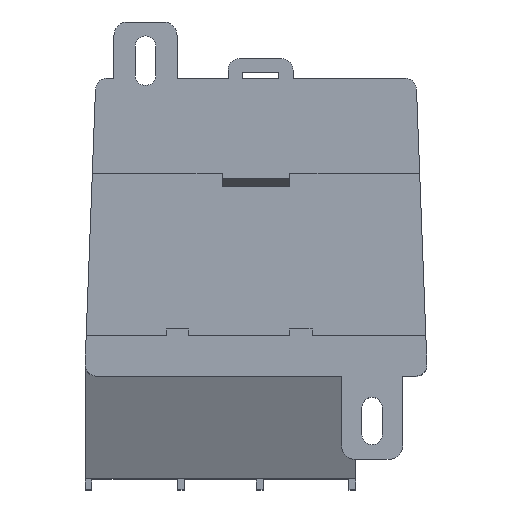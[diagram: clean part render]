
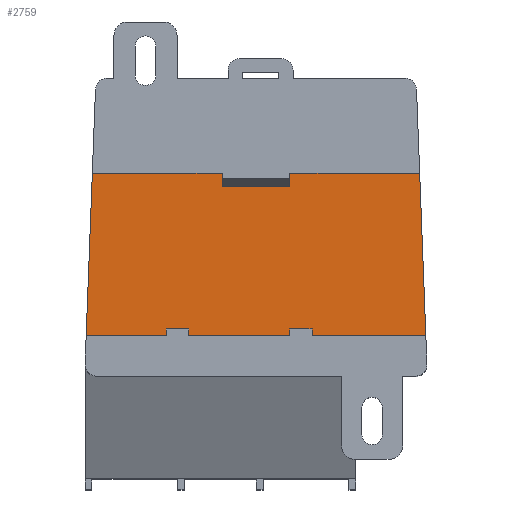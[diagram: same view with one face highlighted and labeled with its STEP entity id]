
A CAD part, top view. The second image highlights one B-rep face of the part: STEP entity #2759.
In plain terms, the highlighted planar face has unit normal (0, 0, 1).
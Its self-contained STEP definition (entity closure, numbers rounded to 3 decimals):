
#18 = AXIS2_PLACEMENT_3D ( 'NONE', #1067, #1495, #4169 ) ;
#191 = CARTESIAN_POINT ( 'NONE',  ( 36.295, 12., -5.5 ) ) ;
#285 = EDGE_CURVE ( 'NONE', #2853, #3281, #2013, .T. ) ;
#358 = EDGE_CURVE ( 'NONE', #2733, #2470, #2346, .T. ) ;
#396 = FACE_OUTER_BOUND ( 'NONE', #2787, .T. ) ;
#524 = ORIENTED_EDGE ( 'NONE', *, *, #285, .F. ) ;
#543 = LINE ( 'NONE', #544, #917 ) ;
#544 = CARTESIAN_POINT ( 'NONE',  ( -35.5, 33., -5.5 ) ) ;
#561 = CARTESIAN_POINT ( 'NONE',  ( 46., -24., -5.5 ) ) ;
#570 = LINE ( 'NONE', #2031, #4469 ) ;
#579 = ORIENTED_EDGE ( 'NONE', *, *, #2985, .T. ) ;
#647 = PLANE ( 'NONE',  #18 ) ;
#718 = CARTESIAN_POINT ( 'NONE',  ( 46., 12., -5.5 ) ) ;
#917 = VECTOR ( 'NONE', #3854, 1000. ) ;
#1052 = VECTOR ( 'NONE', #3909, 1000. ) ;
#1063 = CARTESIAN_POINT ( 'NONE',  ( 35.5, 33., -5.5 ) ) ;
#1067 = CARTESIAN_POINT ( 'NONE',  ( 46., -24., -5.5 ) ) ;
#1213 = CARTESIAN_POINT ( 'NONE',  ( 7.5, 11.605, -5.5 ) ) ;
#1335 = ORIENTED_EDGE ( 'NONE', *, *, #4582, .F. ) ;
#1428 = CARTESIAN_POINT ( 'NONE',  ( -7.5, 11.605, -5.5 ) ) ;
#1434 = DIRECTION ( 'NONE',  ( -1., 0., 0. ) ) ;
#1438 = ORIENTED_EDGE ( 'NONE', *, *, #1994, .F. ) ;
#1495 = DIRECTION ( 'NONE',  ( 0., 0., 1. ) ) ;
#1548 = DIRECTION ( 'NONE',  ( -1., 0., 0. ) ) ;
#1726 = VECTOR ( 'NONE', #1434, 1000. ) ;
#1747 = DIRECTION ( 'NONE',  ( 0., 1., 0. ) ) ;
#1845 = DIRECTION ( 'NONE',  ( 1., 0., 0. ) ) ;
#1884 = VECTOR ( 'NONE', #1845, 1000. ) ;
#1894 = CARTESIAN_POINT ( 'NONE',  ( 37.659, -24., -5.5 ) ) ;
#1994 = EDGE_CURVE ( 'NONE', #5248, #4769, #5028, .T. ) ;
#2013 = LINE ( 'NONE', #1428, #1884 ) ;
#2031 = CARTESIAN_POINT ( 'NONE',  ( 46., 12., -5.5 ) ) ;
#2077 = VECTOR ( 'NONE', #1548, 1000. ) ;
#2140 = VECTOR ( 'NONE', #2782, 1000. ) ;
#2149 = LINE ( 'NONE', #1063, #1052 ) ;
#2183 = CARTESIAN_POINT ( 'NONE',  ( -7.5, 12., -5.5 ) ) ;
#2206 = ORIENTED_EDGE ( 'NONE', *, *, #3904, .F. ) ;
#2336 = VERTEX_POINT ( 'NONE', #191 ) ;
#2346 = LINE ( 'NONE', #718, #2077 ) ;
#2470 = VERTEX_POINT ( 'NONE', #4389 ) ;
#2594 = EDGE_CURVE ( 'NONE', #2336, #3584, #570, .T. ) ;
#2674 = LINE ( 'NONE', #5244, #2140 ) ;
#2733 = VERTEX_POINT ( 'NONE', #2183 ) ;
#2759 = ADVANCED_FACE ( 'NONE', ( #396 ), #647, .T. ) ;
#2782 = DIRECTION ( 'NONE',  ( 0., 1., 0. ) ) ;
#2787 = EDGE_LOOP ( 'NONE', ( #524, #579, #3262, #2964, #1438, #1335, #3618, #2206 ) ) ;
#2813 = CARTESIAN_POINT ( 'NONE',  ( -37.659, -24., -5.5 ) ) ;
#2853 = VERTEX_POINT ( 'NONE', #4749 ) ;
#2899 = CARTESIAN_POINT ( 'NONE',  ( 7.5, 11.605, -5.5 ) ) ;
#2904 = DIRECTION ( 'NONE',  ( -1., 0., 0. ) ) ;
#2964 = ORIENTED_EDGE ( 'NONE', *, *, #4487, .F. ) ;
#2985 = EDGE_CURVE ( 'NONE', #2853, #2733, #2674, .T. ) ;
#3262 = ORIENTED_EDGE ( 'NONE', *, *, #358, .T. ) ;
#3281 = VERTEX_POINT ( 'NONE', #2899 ) ;
#3584 = VERTEX_POINT ( 'NONE', #4771 ) ;
#3618 = ORIENTED_EDGE ( 'NONE', *, *, #2594, .T. ) ;
#3854 = DIRECTION ( 'NONE',  ( 0.038, 0.999, 0. ) ) ;
#3904 = EDGE_CURVE ( 'NONE', #3281, #3584, #4094, .T. ) ;
#3909 = DIRECTION ( 'NONE',  ( 0.038, -0.999, 0. ) ) ;
#4094 = LINE ( 'NONE', #1213, #4939 ) ;
#4169 = DIRECTION ( 'NONE',  ( 1., 0., 0. ) ) ;
#4389 = CARTESIAN_POINT ( 'NONE',  ( -36.295, 12., -5.5 ) ) ;
#4469 = VECTOR ( 'NONE', #2904, 1000. ) ;
#4487 = EDGE_CURVE ( 'NONE', #4769, #2470, #543, .T. ) ;
#4582 = EDGE_CURVE ( 'NONE', #2336, #5248, #2149, .T. ) ;
#4749 = CARTESIAN_POINT ( 'NONE',  ( -7.5, 11.605, -5.5 ) ) ;
#4769 = VERTEX_POINT ( 'NONE', #2813 ) ;
#4771 = CARTESIAN_POINT ( 'NONE',  ( 7.5, 12., -5.5 ) ) ;
#4939 = VECTOR ( 'NONE', #1747, 1000. ) ;
#5028 = LINE ( 'NONE', #561, #1726 ) ;
#5244 = CARTESIAN_POINT ( 'NONE',  ( -7.5, 11.605, -5.5 ) ) ;
#5248 = VERTEX_POINT ( 'NONE', #1894 ) ;
